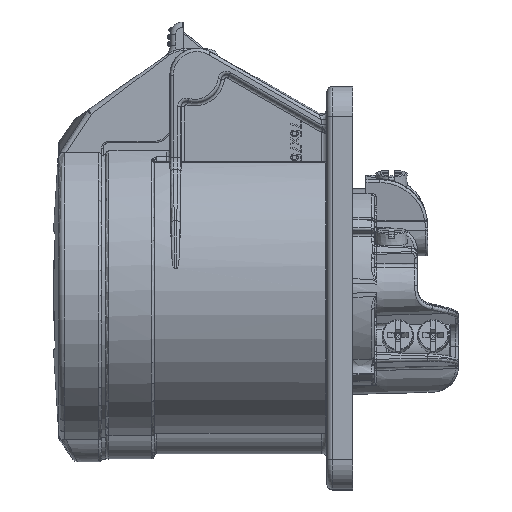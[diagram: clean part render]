
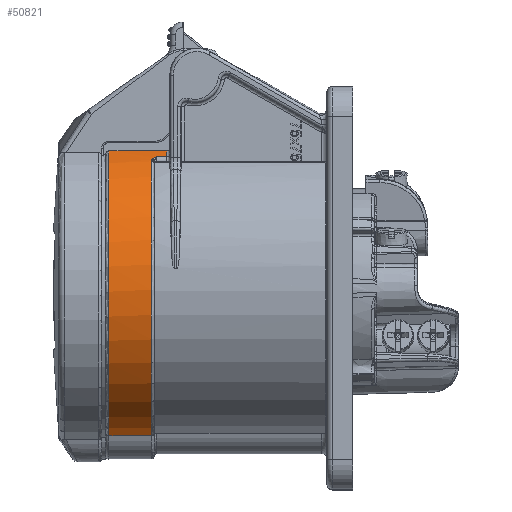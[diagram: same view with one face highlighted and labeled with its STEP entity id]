
A CAD part, top view. The second image highlights one B-rep face of the part: STEP entity #50821.
In plain terms, the highlighted cylindrical face has radius 28.1 mm (diameter 56.2 mm), a partial arc.
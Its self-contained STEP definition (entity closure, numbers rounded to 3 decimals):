
#46 = LINE ( 'NONE', #36076, #24906 ) ;
#637 = DIRECTION ( 'NONE',  ( -1., 0., 0. ) ) ;
#2363 = CARTESIAN_POINT ( 'NONE',  ( 41., -27.454, 5.989 ) ) ;
#4237 = ORIENTED_EDGE ( 'NONE', *, *, #22789, .F. ) ;
#4887 = CARTESIAN_POINT ( 'NONE',  ( 11.324, 25.548, 11.7 ) ) ;
#5649 = B_SPLINE_CURVE_WITH_KNOTS ( 'NONE', 3,
 ( #25046, #24568, #24109, #24034, #24006, #23940 ),
 .UNSPECIFIED., .F., .F.,
 ( 4, 2, 4 ),
 ( 0., 0., 0.001 ),
 .UNSPECIFIED. ) ;
#5976 = EDGE_CURVE ( 'NONE', #49909, #18027, #24880, .T. ) ;
#6011 = B_SPLINE_CURVE_WITH_KNOTS ( 'NONE', 3,
 ( #8571, #8452, #8390, #8617, #8633, #8688 ),
 .UNSPECIFIED., .F., .F.,
 ( 4, 2, 4 ),
 ( 0., 0.001, 0.001 ),
 .UNSPECIFIED. ) ;
#6018 = DIRECTION ( 'NONE',  ( 1., 0., 0. ) ) ;
#6060 = CARTESIAN_POINT ( 'NONE',  ( 8.597, 23.997, 14.62 ) ) ;
#6582 = CARTESIAN_POINT ( 'NONE',  ( 41., 24.453, 13.843 ) ) ;
#7237 = CIRCLE ( 'NONE', #9994, 28.1 ) ;
#7745 = EDGE_CURVE ( 'NONE', #53682, #49909, #44840, .T. ) ;
#7821 = EDGE_CURVE ( 'NONE', #44418, #53682, #6011, .T. ) ;
#8390 = CARTESIAN_POINT ( 'NONE',  ( 8.925, 24.243, 14.21 ) ) ;
#8452 = CARTESIAN_POINT ( 'NONE',  ( 8.801, 24.177, 14.322 ) ) ;
#8571 = CARTESIAN_POINT ( 'NONE',  ( 8.704, 24.099, 14.452 ) ) ;
#8617 = CARTESIAN_POINT ( 'NONE',  ( 9.2, 24.357, 14.013 ) ) ;
#8633 = CARTESIAN_POINT ( 'NONE',  ( 9.351, 24.406, 13.928 ) ) ;
#8688 = CARTESIAN_POINT ( 'NONE',  ( 9.5, 24.453, 13.843 ) ) ;
#9739 = ORIENTED_EDGE ( 'NONE', *, *, #7821, .T. ) ;
#9994 = AXIS2_PLACEMENT_3D ( 'NONE', #22068, #22057, #21992 ) ;
#11875 = LINE ( 'NONE', #2363, #12221 ) ;
#12087 = EDGE_CURVE ( 'NONE', #23330, #44418, #44333, .T. ) ;
#12221 = VECTOR ( 'NONE', #54061, 1000. ) ;
#12274 = ORIENTED_EDGE ( 'NONE', *, *, #18168, .T. ) ;
#13142 = EDGE_CURVE ( 'NONE', #22340, #23330, #5649, .T. ) ;
#13299 = EDGE_CURVE ( 'NONE', #39941, #22340, #7237, .T. ) ;
#13749 = EDGE_LOOP ( 'NONE', ( #4237, #20139, #17262, #12274, #35656, #30041, #22686, #31863, #9739, #15631, #44966 ) ) ;
#14140 = EDGE_CURVE ( 'NONE', #39941, #41083, #11875, .T. ) ;
#14358 = CARTESIAN_POINT ( 'NONE',  ( 8.563, 23.941, 14.712 ) ) ;
#15082 = FACE_OUTER_BOUND ( 'NONE', #13749, .T. ) ;
#15631 = ORIENTED_EDGE ( 'NONE', *, *, #7745, .T. ) ;
#16421 = CYLINDRICAL_SURFACE ( 'NONE', #27515, 28.1 ) ;
#17262 = ORIENTED_EDGE ( 'NONE', *, *, #19071, .F. ) ;
#17888 = CARTESIAN_POINT ( 'NONE',  ( 2.703, -27.454, 5.989 ) ) ;
#17939 = CARTESIAN_POINT ( 'NONE',  ( 2.704, -27.454, 5.989 ) ) ;
#18027 = VERTEX_POINT ( 'NONE', #4887 ) ;
#18140 = CARTESIAN_POINT ( 'NONE',  ( 2.703, -27.454, 5.989 ) ) ;
#18168 = EDGE_CURVE ( 'NONE', #26014, #41083, #24031, .T. ) ;
#19071 = EDGE_CURVE ( 'NONE', #26014, #26520, #49056, .T. ) ;
#19149 = EDGE_CURVE ( 'NONE', #30645, #26520, #49340, .T. ) ;
#19371 = CARTESIAN_POINT ( 'NONE',  ( 8.704, 24.099, 14.452 ) ) ;
#19564 = CARTESIAN_POINT ( 'NONE',  ( 2.705, -27.454, 5.989 ) ) ;
#20139 = ORIENTED_EDGE ( 'NONE', *, *, #19149, .T. ) ;
#21060 = CARTESIAN_POINT ( 'NONE',  ( 2.705, -27.454, 5.989 ) ) ;
#21332 = CARTESIAN_POINT ( 'NONE',  ( 11.362, 24.453, 13.843 ) ) ;
#21992 = DIRECTION ( 'NONE',  ( 0., 1., 0. ) ) ;
#22057 = DIRECTION ( 'NONE',  ( -1., 0., 0. ) ) ;
#22068 = CARTESIAN_POINT ( 'NONE',  ( 8.5, 0., 0. ) ) ;
#22340 = VERTEX_POINT ( 'NONE', #50489 ) ;
#22686 = ORIENTED_EDGE ( 'NONE', *, *, #13142, .T. ) ;
#22789 = EDGE_CURVE ( 'NONE', #30645, #18027, #46, .T. ) ;
#23330 = VERTEX_POINT ( 'NONE', #14358 ) ;
#23940 = CARTESIAN_POINT ( 'NONE',  ( 8.563, 23.941, 14.712 ) ) ;
#24006 = CARTESIAN_POINT ( 'NONE',  ( 8.531, 23.887, 14.8 ) ) ;
#24031 = B_SPLINE_CURVE_WITH_KNOTS ( 'NONE', 3,
 ( #17888, #18140, #17939, #21060 ),
 .UNSPECIFIED., .F., .F.,
 ( 4, 4 ),
 ( 0., 1. ),
 .UNSPECIFIED. ) ;
#24034 = CARTESIAN_POINT ( 'NONE',  ( 8.514, 23.83, 14.891 ) ) ;
#24092 = CARTESIAN_POINT ( 'NONE',  ( 0.6, -27.454, 5.989 ) ) ;
#24109 = CARTESIAN_POINT ( 'NONE',  ( 8.499, 23.716, 15.073 ) ) ;
#24568 = CARTESIAN_POINT ( 'NONE',  ( 8.5, 23.658, 15.164 ) ) ;
#24741 = CARTESIAN_POINT ( 'NONE',  ( 8.643, 24.05, 14.533 ) ) ;
#24880 =( BOUNDED_CURVE ( )  B_SPLINE_CURVE ( 3, ( #34116, #34185, #34243, #34037 ),
 .UNSPECIFIED., .F., .T. ) 
 B_SPLINE_CURVE_WITH_KNOTS ( ( 4, 4 ),
 ( 4.197, 4.283 ),
 .UNSPECIFIED. ) 
 CURVE ( )  GEOMETRIC_REPRESENTATION_ITEM ( )  RATIONAL_B_SPLINE_CURVE ( ( 1., 0.999, 0.999, 1. ) ) 
 REPRESENTATION_ITEM ( '' )  );
#24906 = VECTOR ( 'NONE', #37008, 1000. ) ;
#25046 = CARTESIAN_POINT ( 'NONE',  ( 8.5, 23.599, 15.254 ) ) ;
#26014 = VERTEX_POINT ( 'NONE', #37689 ) ;
#26520 = VERTEX_POINT ( 'NONE', #24092 ) ;
#27515 = AXIS2_PLACEMENT_3D ( 'NONE', #51065, #637, #50714 ) ;
#29651 = CARTESIAN_POINT ( 'NONE',  ( 9.5, 24.453, 13.843 ) ) ;
#30041 = ORIENTED_EDGE ( 'NONE', *, *, #13299, .T. ) ;
#30645 = VERTEX_POINT ( 'NONE', #35083 ) ;
#31863 = ORIENTED_EDGE ( 'NONE', *, *, #12087, .T. ) ;
#32773 = DIRECTION ( 'NONE',  ( 0., 0., -1. ) ) ;
#32829 = DIRECTION ( 'NONE',  ( 1., 0., 0. ) ) ;
#32871 = CARTESIAN_POINT ( 'NONE',  ( 0.6, 0., 0. ) ) ;
#34037 = CARTESIAN_POINT ( 'NONE',  ( 11.324, 25.548, 11.7 ) ) ;
#34116 = CARTESIAN_POINT ( 'NONE',  ( 11.362, 24.453, 13.843 ) ) ;
#34120 = CARTESIAN_POINT ( 'NONE',  ( 8.563, 23.941, 14.712 ) ) ;
#34185 = CARTESIAN_POINT ( 'NONE',  ( 11.35, 24.849, 13.145 ) ) ;
#34243 = CARTESIAN_POINT ( 'NONE',  ( 11.337, 25.214, 12.43 ) ) ;
#35083 = CARTESIAN_POINT ( 'NONE',  ( 0.6, 25.548, 11.7 ) ) ;
#35656 = ORIENTED_EDGE ( 'NONE', *, *, #14140, .F. ) ;
#35757 = DIRECTION ( 'NONE',  ( -1., 0., 0. ) ) ;
#35785 = AXIS2_PLACEMENT_3D ( 'NONE', #32871, #32829, #32773 ) ;
#36076 = CARTESIAN_POINT ( 'NONE',  ( 41., 25.548, 11.7 ) ) ;
#36801 = CARTESIAN_POINT ( 'NONE',  ( 41., -27.454, 5.989 ) ) ;
#37008 = DIRECTION ( 'NONE',  ( 1., 0., 0. ) ) ;
#37346 = CARTESIAN_POINT ( 'NONE',  ( 8.704, 24.099, 14.452 ) ) ;
#37689 = CARTESIAN_POINT ( 'NONE',  ( 2.703, -27.454, 5.989 ) ) ;
#39941 = VERTEX_POINT ( 'NONE', #53292 ) ;
#41083 = VERTEX_POINT ( 'NONE', #19564 ) ;
#44333 = B_SPLINE_CURVE_WITH_KNOTS ( 'NONE', 3,
 ( #34120, #6060, #24741, #37346 ),
 .UNSPECIFIED., .F., .F.,
 ( 4, 4 ),
 ( 0., 0. ),
 .UNSPECIFIED. ) ;
#44418 = VERTEX_POINT ( 'NONE', #19371 ) ;
#44775 = VECTOR ( 'NONE', #6018, 1000. ) ;
#44840 = LINE ( 'NONE', #6582, #44775 ) ;
#44966 = ORIENTED_EDGE ( 'NONE', *, *, #5976, .T. ) ;
#49056 = LINE ( 'NONE', #36801, #49255 ) ;
#49255 = VECTOR ( 'NONE', #35757, 1000. ) ;
#49340 = CIRCLE ( 'NONE', #35785, 28.1 ) ;
#49909 = VERTEX_POINT ( 'NONE', #21332 ) ;
#50489 = CARTESIAN_POINT ( 'NONE',  ( 8.5, 23.599, 15.254 ) ) ;
#50714 = DIRECTION ( 'NONE',  ( 0., 0., 1. ) ) ;
#50821 = ADVANCED_FACE ( 'NONE', ( #15082 ), #16421, .T. ) ;
#51065 = CARTESIAN_POINT ( 'NONE',  ( 41., 0., 0. ) ) ;
#53292 = CARTESIAN_POINT ( 'NONE',  ( 8.5, -27.454, 5.989 ) ) ;
#53682 = VERTEX_POINT ( 'NONE', #29651 ) ;
#54061 = DIRECTION ( 'NONE',  ( -1., 0., 0. ) ) ;
